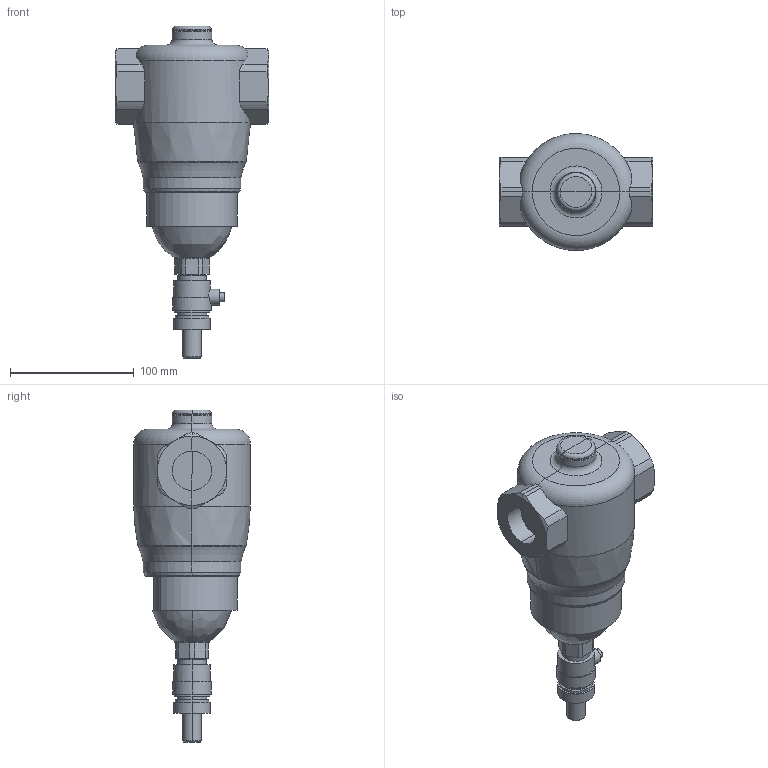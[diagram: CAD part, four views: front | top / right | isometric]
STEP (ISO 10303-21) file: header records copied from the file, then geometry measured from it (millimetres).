
FILE_DESCRIPTION(/* description */ (''),/* implementation_level */ '2;1');
FILE_NAME(/* name */ '546307 (STP).stp',/* time_stamp */ '2017-02-20T15:49:39+01:00',/* author */ ('UFFTEC'),/* organization */ (''),/* preprocessor_version */ 'ST-DEVELOPER v15.2',/* originating_system */ 'Autodesk Inventor 2014',/* authorisation */ '');
FILE_SCHEMA (('AUTOMOTIVE_DESIGN { 1 0 10303 214 3 1 1 }'));
Length unit declared in the file: millimetre
Products named in the file (3): Parte5; Parte7; Assieme1
Bounding box: 124 x 94.39 x 268 mm (x, y, z)
Volume: 1056624.3 mm3; surface area: 82449.4 mm2
Topology: 2 solids, 2 shells, 161 faces, 391 edges, 235 vertices
Faces by surface type: plane 67, cylinder 64, torus 14, cone 12, bspline 4
Entity records: 5122 total; most frequent: CARTESIAN_POINT 1429, ORIENTED_EDGE 782, DIRECTION 749, EDGE_CURVE 391, AXIS2_PLACEMENT_3D 298, VERTEX_POINT 235, EDGE_LOOP 162, FACE_OUTER_BOUND 161
